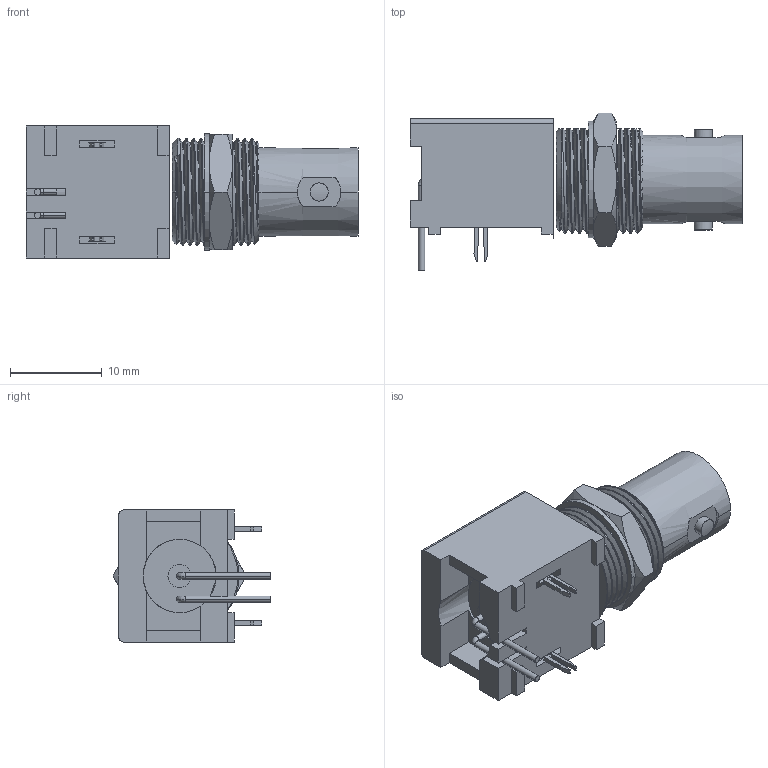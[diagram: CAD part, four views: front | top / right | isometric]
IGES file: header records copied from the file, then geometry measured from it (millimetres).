
Start section:  PTC IGES file: 31-5540-10rfx_sw0001.igs
Global section: file name: 31-5540-10rfx_sw0001.igs; native system: Pro/ENGINEER by Parametric Technology Corporation; preprocessor: 2010280; author: Arun Prabu; organization: Unknown; date: 20110826.122100; units: millimetre
Bounding box: 36.21 x 17.22 x 14.4 mm (x, y, z)
Surface area: 2936 mm2 (no closed solid volume)
Topology: 0 solids, 0 shells, 160 faces, 897 edges, 897 vertices
Faces by surface type: bspline 101, revolution 59
